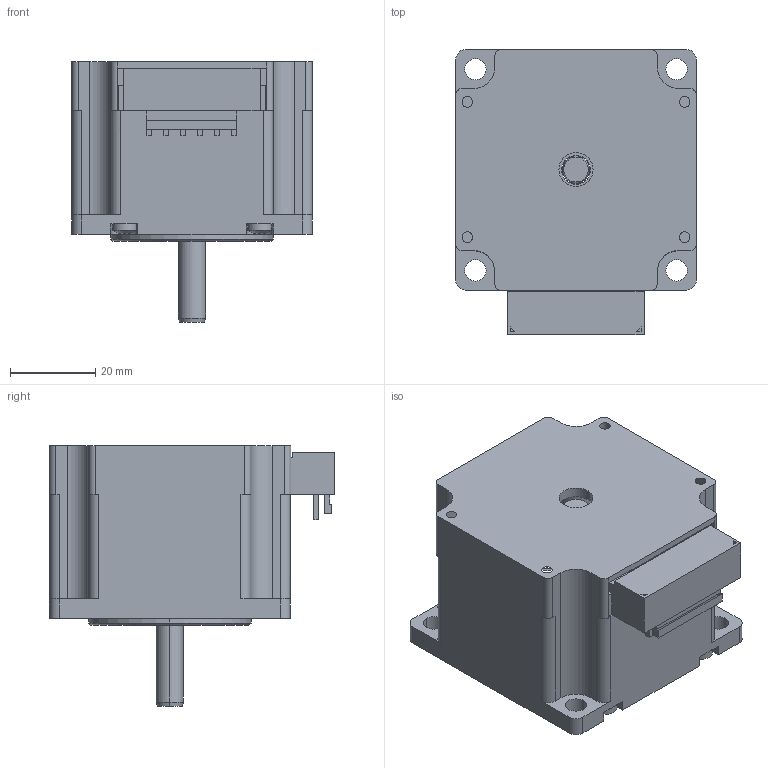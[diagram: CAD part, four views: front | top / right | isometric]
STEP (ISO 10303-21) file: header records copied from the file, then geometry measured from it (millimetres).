
FILE_DESCRIPTION((''),'2;1');
FILE_NAME('3_1_01_057_3170_SW000_SW0001','2021-03-19T16:19:07',('wuyong'),(''),'CREO PARAMETRIC BY PTC INC, 2017110','CREO PARAMETRIC BY PTC INC, 2017110','');
FILE_SCHEMA(('CONFIG_CONTROL_DESIGN'));
Length unit declared in the file: millimetre
Products named in the file (1): 3_1_01_057_3170_SW000_SW0001
Bounding box: 56.4 x 66.97 x 61.1 mm (x, y, z)
Surface area: 17432.7 mm2 (no closed solid volume)
Topology: 0 solids, 9 shells, 155 faces, 638 edges, 482 vertices
Faces by surface type: plane 94, cylinder 47, sphere 8, cone 6
Entity records: 6861 total; most frequent: CARTESIAN_POINT 1523, DIRECTION 1123, ORIENTED_EDGE 967, EDGE_CURVE 638, VERTEX_POINT 482, VECTOR 425, LINE 425, AXIS2_PLACEMENT_3D 349
